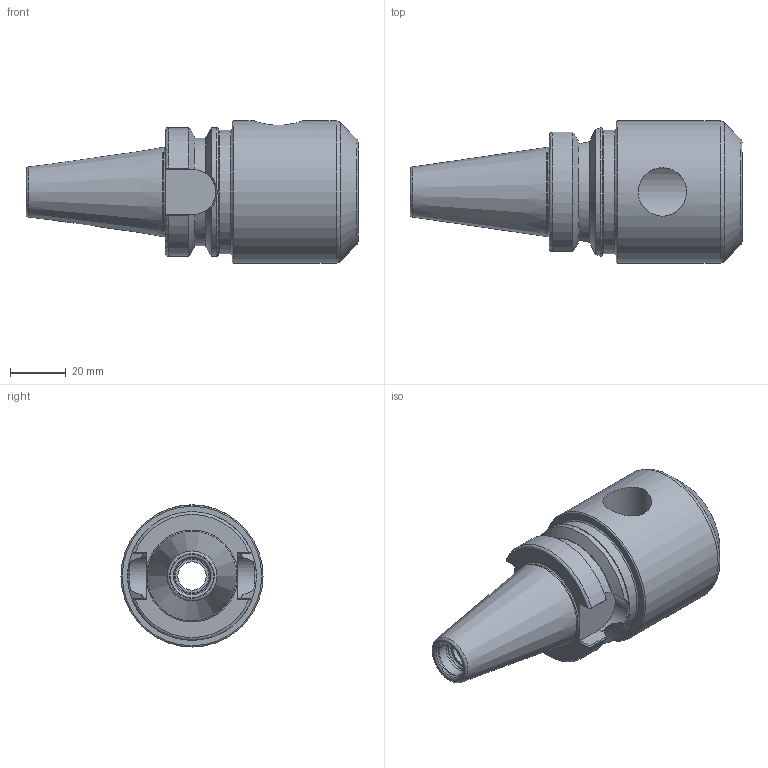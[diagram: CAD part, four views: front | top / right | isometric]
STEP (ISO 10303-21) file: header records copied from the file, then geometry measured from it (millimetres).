
FILE_DESCRIPTION(/* description */ (''),/* implementation_level */ '2;1');
FILE_NAME(/* name */ 'DBT30-EM100-0275.stp',/* time_stamp */ '2019-07-22T11:58:57-05:00',/* author */ ('ldfli'),/* organization */ (''),/* preprocessor_version */ 'ST-DEVELOPER v18',/* originating_system */ 'Autodesk Inventor LT',/* authorisation */ '');
FILE_SCHEMA (('AUTOMOTIVE_DESIGN { 1 0 10303 214 3 1 1 }'));
Length unit declared in the file: millimetre
Products named in the file (1): DBT30-EM100-0275
Bounding box: 118.65 x 50.8 x 50.8 mm (x, y, z)
Volume: 105494.5 mm3; surface area: 24897.2 mm2
Topology: 1 solids, 1 shells, 76 faces, 229 edges, 159 vertices
Faces by surface type: plane 26, cylinder 17, torus 15, bspline 10, cone 8
Full cylindrical faces by diameter (mm): 10.106 x1, 12.5 x1, 13.1 x1, 17.323 x1, 25.4 x1, 26.4 x1, 31.867 x1, 44 x1, 50.8 x1
Entity records: 3369 total; most frequent: CARTESIAN_POINT 1276, ORIENTED_EDGE 458, DIRECTION 419, EDGE_CURVE 229, AXIS2_PLACEMENT_3D 177, VERTEX_POINT 159, CIRCLE 110, EDGE_LOOP 84
